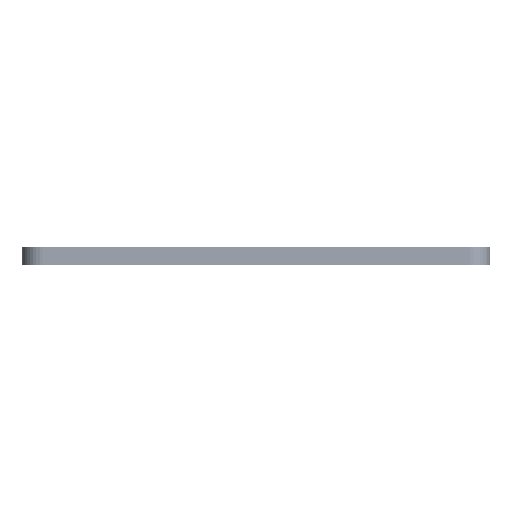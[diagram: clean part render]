
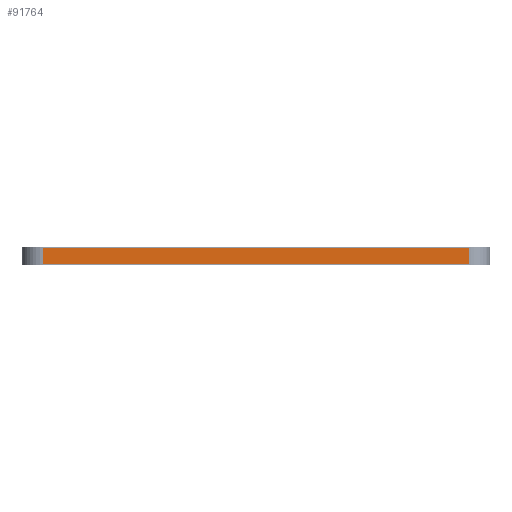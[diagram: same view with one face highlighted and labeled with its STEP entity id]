
A CAD part, front view. The second image highlights one B-rep face of the part: STEP entity #91764.
In plain terms, the highlighted planar face has unit normal (0, -1, 0).
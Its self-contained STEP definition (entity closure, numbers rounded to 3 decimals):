
#5897=PLANE('',#101546);
#10581=FACE_OUTER_BOUND('',#17514,.T.);
#17514=EDGE_LOOP('',(#81872,#81873,#81874,#81875));
#26365=LINE('',#153876,#33870);
#26366=LINE('',#153879,#33871);
#26367=LINE('',#153881,#33872);
#26368=LINE('',#153882,#33873);
#33870=VECTOR('',#127029,10.);
#33871=VECTOR('',#127032,10.);
#33872=VECTOR('',#127033,10.);
#33873=VECTOR('',#127034,10.);
#46713=VERTEX_POINT('',#153872);
#46714=VERTEX_POINT('',#153874);
#46715=VERTEX_POINT('',#153878);
#46716=VERTEX_POINT('',#153880);
#58739=EDGE_CURVE('',#46713,#46714,#26365,.T.);
#58740=EDGE_CURVE('',#46715,#46713,#26366,.T.);
#58741=EDGE_CURVE('',#46716,#46714,#26367,.T.);
#58742=EDGE_CURVE('',#46715,#46716,#26368,.T.);
#81872=ORIENTED_EDGE('',*,*,#58740,.T.);
#81873=ORIENTED_EDGE('',*,*,#58739,.T.);
#81874=ORIENTED_EDGE('',*,*,#58741,.F.);
#81875=ORIENTED_EDGE('',*,*,#58742,.F.);
#91764=ADVANCED_FACE('',(#10581),#5897,.T.);
#101546=AXIS2_PLACEMENT_3D('',#153877,#127030,#127031);
#127029=DIRECTION('',(0.,0.,1.));
#127030=DIRECTION('center_axis',(0.,-1.,0.));
#127031=DIRECTION('ref_axis',(1.,0.,0.));
#127032=DIRECTION('',(1.,0.,0.));
#127033=DIRECTION('',(1.,0.,0.));
#127034=DIRECTION('',(0.,0.,1.));
#153872=CARTESIAN_POINT('',(38.894,-2.286,0.));
#153874=CARTESIAN_POINT('',(38.894,-2.286,1.5));
#153876=CARTESIAN_POINT('',(38.894,-2.286,0.));
#153877=CARTESIAN_POINT('Origin',(-1.106,-2.286,0.));
#153878=CARTESIAN_POINT('',(-1.106,-2.286,0.));
#153879=CARTESIAN_POINT('',(-1.106,-2.286,0.));
#153880=CARTESIAN_POINT('',(-1.106,-2.286,1.5));
#153881=CARTESIAN_POINT('',(-1.106,-2.286,1.5));
#153882=CARTESIAN_POINT('',(-1.106,-2.286,0.));
